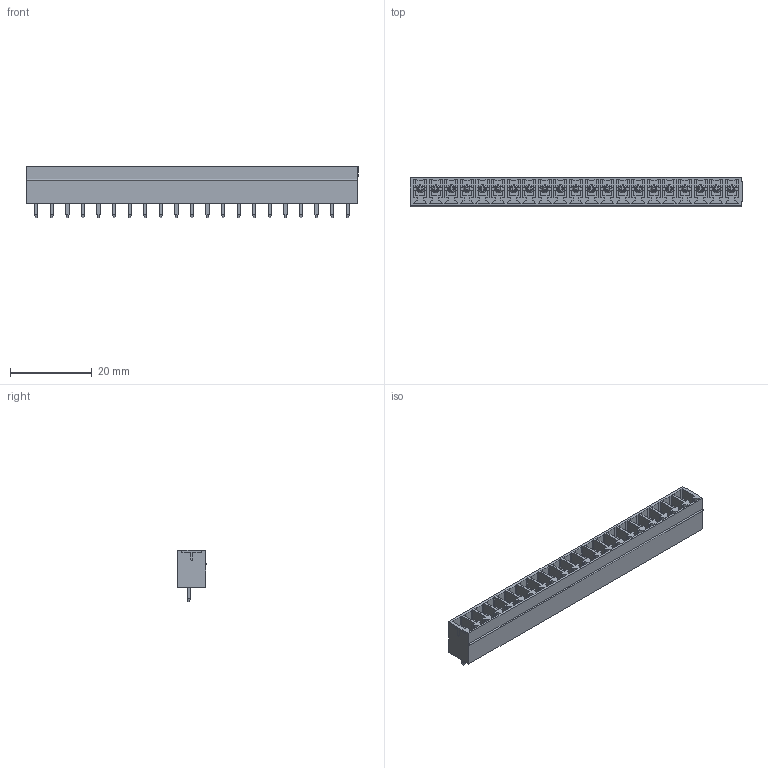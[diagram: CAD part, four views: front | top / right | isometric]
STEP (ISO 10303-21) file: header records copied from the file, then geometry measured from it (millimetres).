
FILE_DESCRIPTION( ( 'Unknown' ), '1' );
FILE_NAME( '691321300021.stp', 'Unknown', ( 'Unknown' ), ( 'Unknown' ), 'PSStep 14.0', 'Unknown', ' ' );
FILE_SCHEMA( ( 'AUTOMOTIVE_DESIGN { 1 0 10303 214 1 1 1 1 }' ) );
Length unit declared in the file: millimetre
Products named in the file (3): Assem1; 6913213000xx_PIN; 691321300021
Assembly tree (22 placements, depth 2):
  Assem1
    6913213000xx_PIN  x21
    691321300021
Bounding box: 81.2 x 7.2 x 12.7 mm (x, y, z)
Volume: 2599.5 mm3; surface area: 7717.1 mm2
Topology: 22 solids, 22 shells, 1221 faces, 3258 edges, 2102 vertices
Faces by surface type: plane 1134, cylinder 66, torus 21
Full cylindrical faces by diameter (mm): 1.9 x21
Entity records: 37612 total; most frequent: CARTESIAN_POINT 5360, ORIENTED_EDGE 5270, DIRECTION 4716, EDGE_CURVE 2635, LINE 2482, VECTOR 2482, VERTEX_POINT 1761, AXIS2_PLACEMENT_3D 1117
